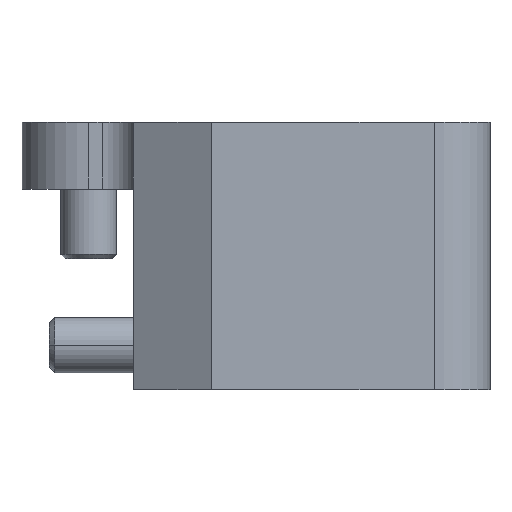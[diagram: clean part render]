
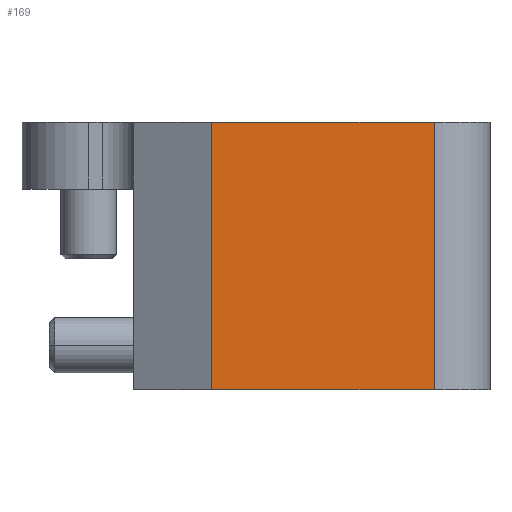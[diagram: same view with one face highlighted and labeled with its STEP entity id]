
A CAD part, left-side view. The second image highlights one B-rep face of the part: STEP entity #169.
In plain terms, the highlighted planar face has unit normal (-1, 0, 0).
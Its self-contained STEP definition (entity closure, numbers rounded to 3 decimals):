
#127 = CARTESIAN_POINT ( 'NONE',  ( -32., -11., 0. ) ) ;
#163 = EDGE_CURVE ( 'NONE', #2093, #2417, #3294, .T. ) ;
#169 = ADVANCED_FACE ( 'NONE', ( #1656 ), #1373, .F. ) ;
#375 = VERTEX_POINT ( 'NONE', #2211 ) ;
#502 = DIRECTION ( 'NONE',  ( 1., 0., 0. ) ) ;
#1083 = ORIENTED_EDGE ( 'NONE', *, *, #1297, .F. ) ;
#1140 = EDGE_LOOP ( 'NONE', ( #2862, #2529, #1083, #1530 ) ) ;
#1249 = DIRECTION ( 'NONE',  ( 0., -1., 0. ) ) ;
#1297 = EDGE_CURVE ( 'NONE', #1572, #375, #2730, .T. ) ;
#1306 = LINE ( 'NONE', #2557, #1863 ) ;
#1373 = PLANE ( 'NONE',  #3389 ) ;
#1512 = CARTESIAN_POINT ( 'NONE',  ( -32., 9., 0. ) ) ;
#1530 = ORIENTED_EDGE ( 'NONE', *, *, #2916, .T. ) ;
#1572 = VERTEX_POINT ( 'NONE', #1777 ) ;
#1656 = FACE_OUTER_BOUND ( 'NONE', #1140, .T. ) ;
#1759 = VECTOR ( 'NONE', #2770, 1000. ) ;
#1777 = CARTESIAN_POINT ( 'NONE',  ( -32., 9., 24. ) ) ;
#1816 = CARTESIAN_POINT ( 'NONE',  ( -32., 9., 24. ) ) ;
#1826 = CARTESIAN_POINT ( 'NONE',  ( -32., -11., 24. ) ) ;
#1863 = VECTOR ( 'NONE', #2351, 1000. ) ;
#2093 = VERTEX_POINT ( 'NONE', #1512 ) ;
#2098 = VECTOR ( 'NONE', #3410, 1000. ) ;
#2166 = CARTESIAN_POINT ( 'NONE',  ( -32., -11., 0. ) ) ;
#2211 = CARTESIAN_POINT ( 'NONE',  ( -32., -11., 24. ) ) ;
#2351 = DIRECTION ( 'NONE',  ( 0., 0., -1. ) ) ;
#2417 = VERTEX_POINT ( 'NONE', #127 ) ;
#2509 = EDGE_CURVE ( 'NONE', #375, #2417, #1306, .T. ) ;
#2529 = ORIENTED_EDGE ( 'NONE', *, *, #2509, .F. ) ;
#2557 = CARTESIAN_POINT ( 'NONE',  ( -32., -11., 24. ) ) ;
#2650 = VECTOR ( 'NONE', #1249, 1000. ) ;
#2730 = LINE ( 'NONE', #1826, #2098 ) ;
#2770 = DIRECTION ( 'NONE',  ( 0., 0., -1. ) ) ;
#2862 = ORIENTED_EDGE ( 'NONE', *, *, #163, .T. ) ;
#2916 = EDGE_CURVE ( 'NONE', #1572, #2093, #3135, .T. ) ;
#2988 = CARTESIAN_POINT ( 'NONE',  ( -32., -11., 24. ) ) ;
#3135 = LINE ( 'NONE', #1816, #1759 ) ;
#3209 = DIRECTION ( 'NONE',  ( 0., 0., -1. ) ) ;
#3294 = LINE ( 'NONE', #2166, #2650 ) ;
#3389 = AXIS2_PLACEMENT_3D ( 'NONE', #2988, #502, #3209 ) ;
#3410 = DIRECTION ( 'NONE',  ( 0., -1., 0. ) ) ;
